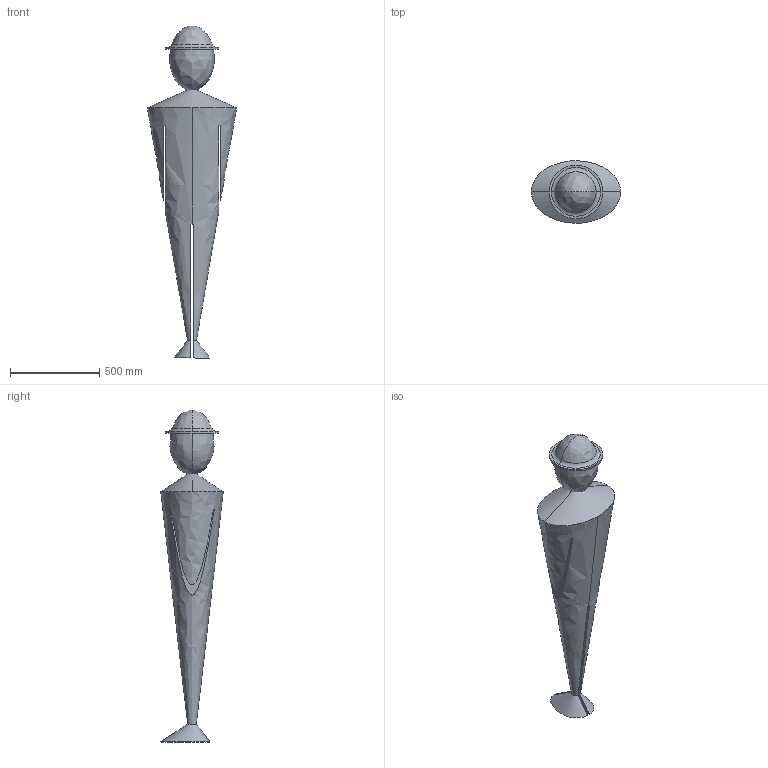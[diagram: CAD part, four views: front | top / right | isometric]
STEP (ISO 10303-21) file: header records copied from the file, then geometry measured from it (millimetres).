
FILE_DESCRIPTION(('CoCreate Modeling STEP Export'),'2;1');
FILE_NAME('s32.stp','2011-05-24T11:04:09',(''),(''),'CoCreate Modeling STEP processor for AP214 (Solid Model)','CoCreate Modeling 18.0P1120 20-Nov-2010 (C) Parametric Technology GmbH','');
FILE_SCHEMA(('AUTOMOTIVE_DESIGN { 1 0 10303 214 1 1 1 1 }'));
Length unit declared in the file: millimetre
Products named in the file (2): FALLSTAF.PRT
Assembly tree (1 placements, depth 2):
  FALLSTAF.PRT
    FALLSTAF.PRT
Bounding box: 500 x 350 x 1858.45 mm (x, y, z)
Volume: 83948977.4 mm3; surface area: 1975191.7 mm2
Topology: 1 solids, 1 shells, 27 faces, 62 edges, 39 vertices
Faces by surface type: plane 13, bspline 10, cylinder 2, torus 2
Entity records: 1908 total; most frequent: CARTESIAN_POINT 1135, ORIENTED_EDGE 120, DIRECTION 78, EDGE_CURVE 60, VERTEX_POINT 39, AXIS2_PLACEMENT_3D 32, EDGE_LOOP 31, B_SPLINE_CURVE_WITH_KNOTS 30
